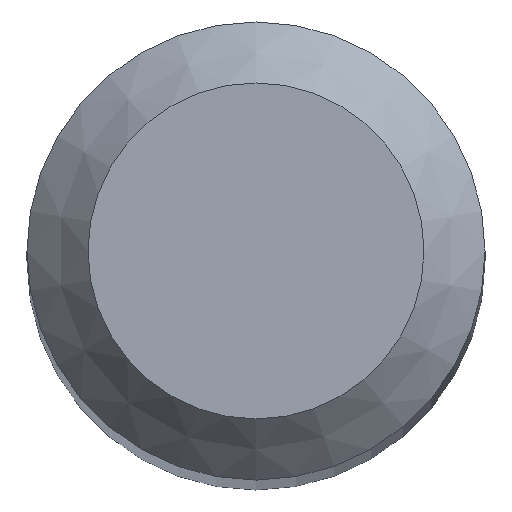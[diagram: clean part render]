
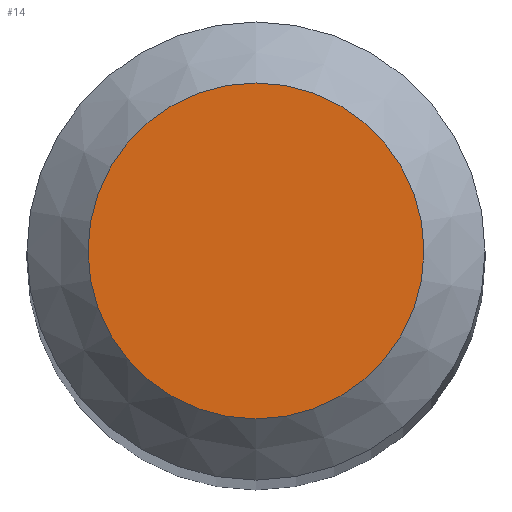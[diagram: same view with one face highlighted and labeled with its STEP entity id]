
A CAD part, top view. The second image highlights one B-rep face of the part: STEP entity #14.
In plain terms, the highlighted planar face has unit normal (0, 0, 1).
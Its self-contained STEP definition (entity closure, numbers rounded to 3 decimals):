
#12 = AXIS2_PLACEMENT_3D ( 'NONE', #142, #56, #122 ) ;
#14 = ADVANCED_FACE ( 'NONE', ( #23 ), #21, .F. ) ;
#21 = PLANE ( 'NONE',  #112 ) ;
#23 = FACE_OUTER_BOUND ( 'NONE', #161, .T. ) ;
#56 = DIRECTION ( 'NONE',  ( 0., 0., -1. ) ) ;
#57 = DIRECTION ( 'NONE',  ( 0., 1., 0. ) ) ;
#72 = CARTESIAN_POINT ( 'NONE',  ( 0., 0., 30. ) ) ;
#75 = DIRECTION ( 'NONE',  ( 0., 0., -1. ) ) ;
#80 = CIRCLE ( 'NONE', #12, 0.55 ) ;
#81 = VERTEX_POINT ( 'NONE', #155 ) ;
#112 = AXIS2_PLACEMENT_3D ( 'NONE', #72, #75, #57 ) ;
#116 = EDGE_CURVE ( 'NONE', #81, #81, #80, .T. ) ;
#122 = DIRECTION ( 'NONE',  ( 0., 1., 0. ) ) ;
#138 = ORIENTED_EDGE ( 'NONE', *, *, #116, .F. ) ;
#142 = CARTESIAN_POINT ( 'NONE',  ( 0., 0., 30. ) ) ;
#155 = CARTESIAN_POINT ( 'NONE',  ( 0., 0.55, 30. ) ) ;
#161 = EDGE_LOOP ( 'NONE', ( #138 ) ) ;
